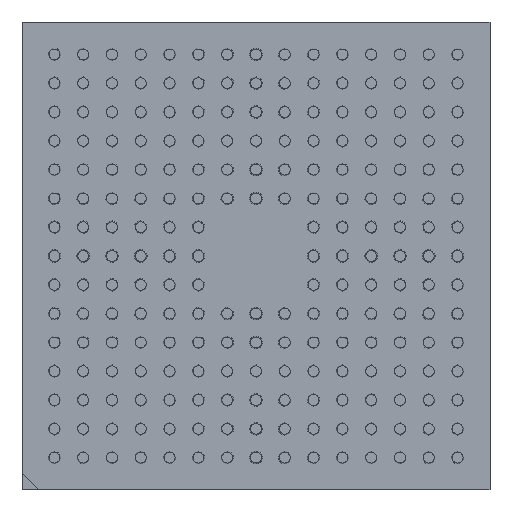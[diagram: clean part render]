
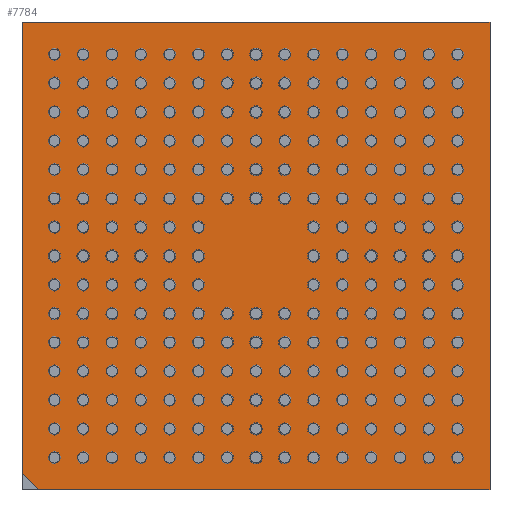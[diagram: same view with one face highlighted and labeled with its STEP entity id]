
A CAD part, front view. The second image highlights one B-rep face of the part: STEP entity #7784.
In plain terms, the highlighted planar face has unit normal (0, -1, 0).
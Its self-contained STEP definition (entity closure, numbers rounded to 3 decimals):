
#291 = DIRECTION ( 'NONE',  ( 0.707, 0., -0.707 ) ) ;
#898 = VERTEX_POINT ( 'NONE', #3442 ) ;
#1329 = CARTESIAN_POINT ( 'NONE',  ( -6.5, 0.25, 6.5 ) ) ;
#1469 = EDGE_CURVE ( 'NONE', #4083, #898, #7698, .T. ) ;
#1863 = CARTESIAN_POINT ( 'NONE',  ( -6.5, 0.25, 6.5 ) ) ;
#2978 = VECTOR ( 'NONE', #22462, 1000. ) ;
#3442 = CARTESIAN_POINT ( 'NONE',  ( 6.5, 0.25, 6.5 ) ) ;
#3675 = VECTOR ( 'NONE', #291, 1000. ) ;
#3944 = ORIENTED_EDGE ( 'NONE', *, *, #20667, .F. ) ;
#4083 = VERTEX_POINT ( 'NONE', #1863 ) ;
#4402 = ORIENTED_EDGE ( 'NONE', *, *, #14123, .T. ) ;
#6905 = ORIENTED_EDGE ( 'NONE', *, *, #21830, .F. ) ;
#7698 = LINE ( 'NONE', #10691, #21266 ) ;
#7784 = ADVANCED_FACE ( 'NONE', ( #11671 ), #16008, .T. ) ;
#8400 = LINE ( 'NONE', #10886, #3675 ) ;
#8520 = ORIENTED_EDGE ( 'NONE', *, *, #10096, .F. ) ;
#8792 = DIRECTION ( 'NONE',  ( -1., 0., 0. ) ) ;
#9305 = VERTEX_POINT ( 'NONE', #20946 ) ;
#10096 = EDGE_CURVE ( 'NONE', #9305, #14821, #20943, .T. ) ;
#10691 = CARTESIAN_POINT ( 'NONE',  ( -6.5, 0.25, 6.5 ) ) ;
#10745 = DIRECTION ( 'NONE',  ( 0., 0., -1. ) ) ;
#10886 = CARTESIAN_POINT ( 'NONE',  ( -6.275, 0.25, -6.275 ) ) ;
#11671 = FACE_OUTER_BOUND ( 'NONE', #12404, .T. ) ;
#12398 = LINE ( 'NONE', #1329, #2978 ) ;
#12404 = EDGE_LOOP ( 'NONE', ( #6905, #4402, #8520, #3944, #17426 ) ) ;
#13168 = CARTESIAN_POINT ( 'NONE',  ( -6.05, 0.25, -6.5 ) ) ;
#14123 = EDGE_CURVE ( 'NONE', #16875, #14821, #8400, .T. ) ;
#14224 = CARTESIAN_POINT ( 'NONE',  ( 0., 0.25, 0. ) ) ;
#14768 = CARTESIAN_POINT ( 'NONE',  ( 6.5, 0.25, 6.5 ) ) ;
#14821 = VERTEX_POINT ( 'NONE', #13168 ) ;
#16008 = PLANE ( 'NONE',  #19926 ) ;
#16213 = VECTOR ( 'NONE', #8792, 1000. ) ;
#16875 = VERTEX_POINT ( 'NONE', #21712 ) ;
#17426 = ORIENTED_EDGE ( 'NONE', *, *, #1469, .F. ) ;
#17481 = VECTOR ( 'NONE', #20130, 1000. ) ;
#19926 = AXIS2_PLACEMENT_3D ( 'NONE', #14224, #21357, #10745 ) ;
#20130 = DIRECTION ( 'NONE',  ( 0., 0., -1. ) ) ;
#20667 = EDGE_CURVE ( 'NONE', #898, #9305, #22169, .T. ) ;
#20943 = LINE ( 'NONE', #21112, #16213 ) ;
#20946 = CARTESIAN_POINT ( 'NONE',  ( 6.5, 0.25, -6.5 ) ) ;
#21112 = CARTESIAN_POINT ( 'NONE',  ( -6.5, 0.25, -6.5 ) ) ;
#21266 = VECTOR ( 'NONE', #22919, 1000. ) ;
#21357 = DIRECTION ( 'NONE',  ( 0., -1., 0. ) ) ;
#21712 = CARTESIAN_POINT ( 'NONE',  ( -6.5, 0.25, -6.05 ) ) ;
#21830 = EDGE_CURVE ( 'NONE', #16875, #4083, #12398, .T. ) ;
#22169 = LINE ( 'NONE', #14768, #17481 ) ;
#22462 = DIRECTION ( 'NONE',  ( 0., 0., 1. ) ) ;
#22919 = DIRECTION ( 'NONE',  ( 1., 0., 0. ) ) ;
